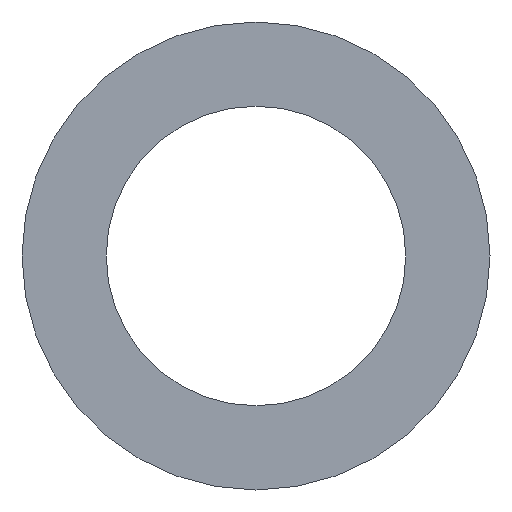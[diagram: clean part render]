
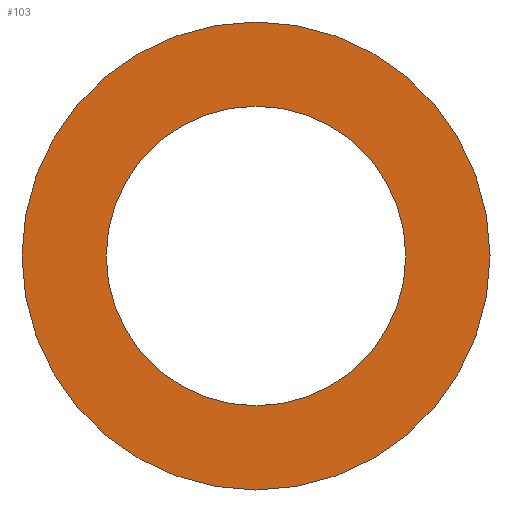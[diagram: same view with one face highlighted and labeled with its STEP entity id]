
A CAD part, left-side view. The second image highlights one B-rep face of the part: STEP entity #103.
In plain terms, the highlighted planar face has unit normal (-1, 0, 0).
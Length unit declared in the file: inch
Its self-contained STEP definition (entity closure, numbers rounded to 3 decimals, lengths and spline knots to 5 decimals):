
#14 = CARTESIAN_POINT ( 'NONE',  ( 0., 0., 0. ) ) ;
#15 = EDGE_CURVE ( 'NONE', #147, #33, #114, .T. ) ;
#23 = AXIS2_PLACEMENT_3D ( 'NONE', #73, #174, #132 ) ;
#32 = CARTESIAN_POINT ( 'NONE',  ( 0., 0., 0. ) ) ;
#33 = VERTEX_POINT ( 'NONE', #146 ) ;
#35 = CIRCLE ( 'NONE', #23, 0.78125 ) ;
#42 = DIRECTION ( 'NONE',  ( 0., 0., -1. ) ) ;
#44 = AXIS2_PLACEMENT_3D ( 'NONE', #53, #203, #42 ) ;
#53 = CARTESIAN_POINT ( 'NONE',  ( 0., 0., 0. ) ) ;
#56 = VERTEX_POINT ( 'NONE', #247 ) ;
#57 = ORIENTED_EDGE ( 'NONE', *, *, #15, .T. ) ;
#59 = DIRECTION ( 'NONE',  ( 1., 0., 0. ) ) ;
#60 = DIRECTION ( 'NONE',  ( 0., 0., -1. ) ) ;
#61 = EDGE_CURVE ( 'NONE', #225, #56, #35, .T. ) ;
#73 = CARTESIAN_POINT ( 'NONE',  ( 0., 0., 0. ) ) ;
#77 = EDGE_CURVE ( 'NONE', #56, #225, #150, .T. ) ;
#88 = ORIENTED_EDGE ( 'NONE', *, *, #213, .T. ) ;
#92 = DIRECTION ( 'NONE',  ( 1., 0., 0. ) ) ;
#93 = EDGE_LOOP ( 'NONE', ( #88, #57 ) ) ;
#103 = ADVANCED_FACE ( 'NONE', ( #152, #154 ), #113, .F. ) ;
#105 = EDGE_LOOP ( 'NONE', ( #124, #149 ) ) ;
#113 = PLANE ( 'NONE',  #182 ) ;
#114 = CIRCLE ( 'NONE', #141, 0.5 ) ;
#124 = ORIENTED_EDGE ( 'NONE', *, *, #77, .F. ) ;
#132 = DIRECTION ( 'NONE',  ( 0., 0., -1. ) ) ;
#141 = AXIS2_PLACEMENT_3D ( 'NONE', #14, #169, #246 ) ;
#143 = DIRECTION ( 'NONE',  ( 0., 0., -1. ) ) ;
#146 = CARTESIAN_POINT ( 'NONE',  ( 0., 0., 0.5 ) ) ;
#147 = VERTEX_POINT ( 'NONE', #167 ) ;
#148 = CIRCLE ( 'NONE', #252, 0.5 ) ;
#149 = ORIENTED_EDGE ( 'NONE', *, *, #61, .F. ) ;
#150 = CIRCLE ( 'NONE', #44, 0.78125 ) ;
#152 = FACE_OUTER_BOUND ( 'NONE', #105, .T. ) ;
#154 = FACE_BOUND ( 'NONE', #93, .T. ) ;
#167 = CARTESIAN_POINT ( 'NONE',  ( 0., 0., -0.5 ) ) ;
#169 = DIRECTION ( 'NONE',  ( 1., 0., 0. ) ) ;
#174 = DIRECTION ( 'NONE',  ( 1., 0., 0. ) ) ;
#182 = AXIS2_PLACEMENT_3D ( 'NONE', #32, #59, #143 ) ;
#186 = CARTESIAN_POINT ( 'NONE',  ( 0., 0., 0. ) ) ;
#202 = CARTESIAN_POINT ( 'NONE',  ( 0., 0., -0.78125 ) ) ;
#203 = DIRECTION ( 'NONE',  ( 1., 0., 0. ) ) ;
#213 = EDGE_CURVE ( 'NONE', #33, #147, #148, .T. ) ;
#225 = VERTEX_POINT ( 'NONE', #202 ) ;
#246 = DIRECTION ( 'NONE',  ( 0., 0., -1. ) ) ;
#247 = CARTESIAN_POINT ( 'NONE',  ( 0., 0., 0.78125 ) ) ;
#252 = AXIS2_PLACEMENT_3D ( 'NONE', #186, #92, #60 ) ;
